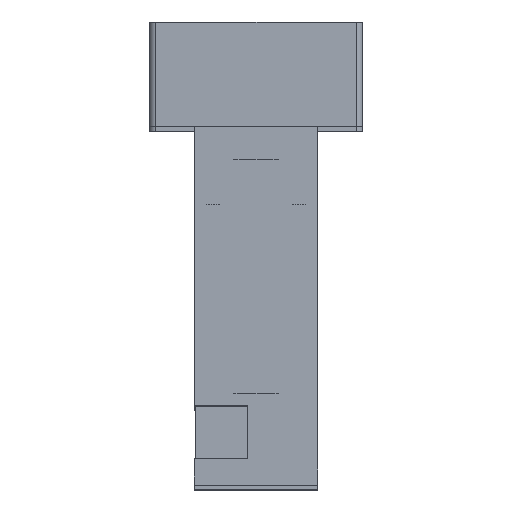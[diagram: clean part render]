
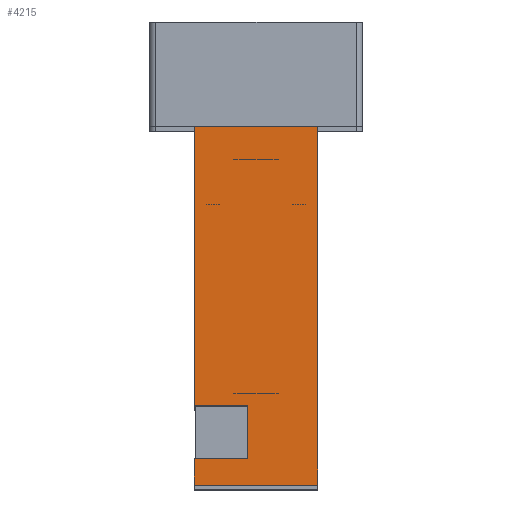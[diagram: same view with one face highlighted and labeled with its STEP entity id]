
A CAD part, top view. The second image highlights one B-rep face of the part: STEP entity #4215.
In plain terms, the highlighted face is planar.
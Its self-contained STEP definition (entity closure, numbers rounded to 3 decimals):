
#52 = VECTOR ( 'NONE', #1254, 1000. ) ;
#475 = LINE ( 'NONE', #476, #4541 ) ;
#476 = CARTESIAN_POINT ( 'NONE',  ( -9.5, 0., -9.5 ) ) ;
#477 = DIRECTION ( 'NONE',  ( 0., 0., 1. ) ) ;
#693 = CARTESIAN_POINT ( 'NONE',  ( -9.5, 51., 9.5 ) ) ;
#698 = CARTESIAN_POINT ( 'NONE',  ( -9.5, 0., 9.5 ) ) ;
#717 = CARTESIAN_POINT ( 'NONE',  ( -9.5, 55., 9.5 ) ) ;
#724 = CARTESIAN_POINT ( 'NONE',  ( -9.5, 55., -9.5 ) ) ;
#734 = CARTESIAN_POINT ( 'NONE',  ( -9.5, 42.8, 9.5 ) ) ;
#743 = CARTESIAN_POINT ( 'NONE',  ( -9.5, 51., 1.3 ) ) ;
#1252 = LINE ( 'NONE', #1253, #52 ) ;
#1253 = CARTESIAN_POINT ( 'NONE',  ( -9.5, 55., 9.5 ) ) ;
#1254 = DIRECTION ( 'NONE',  ( 0., -1., 0. ) ) ;
#1533 = LINE ( 'NONE', #1534, #5519 ) ;
#1534 = CARTESIAN_POINT ( 'NONE',  ( -9.5, 51., 1.3 ) ) ;
#1535 = DIRECTION ( 'NONE',  ( 0., -1., 0. ) ) ;
#1539 = LINE ( 'NONE', #1540, #5514 ) ;
#1540 = CARTESIAN_POINT ( 'NONE',  ( -9.5, 55., -9.5 ) ) ;
#1541 = DIRECTION ( 'NONE',  ( 0., 0., 1. ) ) ;
#1615 = LINE ( 'NONE', #1616, #5549 ) ;
#1616 = CARTESIAN_POINT ( 'NONE',  ( -9.5, 55., -9.5 ) ) ;
#1617 = DIRECTION ( 'NONE',  ( 0., -1., 0. ) ) ;
#1750 = LINE ( 'NONE', #1751, #3758 ) ;
#1751 = CARTESIAN_POINT ( 'NONE',  ( -9.5, 55., 9.5 ) ) ;
#1752 = DIRECTION ( 'NONE',  ( 0., -1., 0. ) ) ;
#2664 = CARTESIAN_POINT ( 'NONE',  ( -9.5, 42.8, 1.3 ) ) ;
#2725 = CARTESIAN_POINT ( 'NONE',  ( -9.5, 0., -9.5 ) ) ;
#3120 = LINE ( 'NONE', #3121, #5582 ) ;
#3121 = CARTESIAN_POINT ( 'NONE',  ( -9.5, 51., 9.5 ) ) ;
#3122 = DIRECTION ( 'NONE',  ( 0., 0., -1. ) ) ;
#3282 = PLANE ( 'NONE',  #5671 ) ;
#3283 = CARTESIAN_POINT ( 'NONE',  ( -9.5, 55., -9.5 ) ) ;
#3284 = DIRECTION ( 'NONE',  ( 1., 0., 0. ) ) ;
#3285 = DIRECTION ( 'NONE',  ( 0., 0., -1. ) ) ;
#3758 = VECTOR ( 'NONE', #1752, 1000. ) ;
#3952 = EDGE_CURVE ( 'NONE', #4727, #4750, #475, .T. ) ;
#4017 = EDGE_CURVE ( 'NONE', #4788, #4750, #1252, .T. ) ;
#4089 = EDGE_CURVE ( 'NONE', #4797, #4664, #1533, .T. ) ;
#4091 = EDGE_CURVE ( 'NONE', #4778, #4771, #1539, .T. ) ;
#4112 = EDGE_CURVE ( 'NONE', #4778, #4727, #1615, .T. ) ;
#4146 = EDGE_CURVE ( 'NONE', #4771, #4745, #1750, .T. ) ;
#4163 = EDGE_CURVE ( 'NONE', #4745, #4797, #3120, .T. ) ;
#4215 = ADVANCED_FACE ( 'NONE', ( #5676 ), #3282, .F. ) ;
#4288 = EDGE_CURVE ( 'NONE', #4664, #4788, #6331, .T. ) ;
#4541 = VECTOR ( 'NONE', #477, 1000. ) ;
#4664 = VERTEX_POINT ( 'NONE', #2664 ) ;
#4727 = VERTEX_POINT ( 'NONE', #2725 ) ;
#4745 = VERTEX_POINT ( 'NONE', #693 ) ;
#4750 = VERTEX_POINT ( 'NONE', #698 ) ;
#4771 = VERTEX_POINT ( 'NONE', #717 ) ;
#4778 = VERTEX_POINT ( 'NONE', #724 ) ;
#4788 = VERTEX_POINT ( 'NONE', #734 ) ;
#4797 = VERTEX_POINT ( 'NONE', #743 ) ;
#5180 = EDGE_LOOP ( 'NONE', ( #5256, #5323, #5287, #5318, #5267, #5320, #5291, #5247 ) ) ;
#5247 = ORIENTED_EDGE ( 'NONE', *, *, #3952, .T. ) ;
#5256 = ORIENTED_EDGE ( 'NONE', *, *, #4017, .F. ) ;
#5267 = ORIENTED_EDGE ( 'NONE', *, *, #4146, .F. ) ;
#5287 = ORIENTED_EDGE ( 'NONE', *, *, #4089, .F. ) ;
#5291 = ORIENTED_EDGE ( 'NONE', *, *, #4112, .T. ) ;
#5318 = ORIENTED_EDGE ( 'NONE', *, *, #4163, .F. ) ;
#5320 = ORIENTED_EDGE ( 'NONE', *, *, #4091, .F. ) ;
#5323 = ORIENTED_EDGE ( 'NONE', *, *, #4288, .F. ) ;
#5514 = VECTOR ( 'NONE', #1541, 1000. ) ;
#5519 = VECTOR ( 'NONE', #1535, 1000. ) ;
#5549 = VECTOR ( 'NONE', #1617, 1000. ) ;
#5582 = VECTOR ( 'NONE', #3122, 1000. ) ;
#5671 = AXIS2_PLACEMENT_3D ( 'NONE', #3283, #3284, #3285 ) ;
#5676 = FACE_OUTER_BOUND ( 'NONE', #5180, .T. ) ;
#5814 = VECTOR ( 'NONE', #6333, 1000. ) ;
#6331 = LINE ( 'NONE', #6332, #5814 ) ;
#6332 = CARTESIAN_POINT ( 'NONE',  ( -9.5, 42.8, 1.3 ) ) ;
#6333 = DIRECTION ( 'NONE',  ( 0., 0., 1. ) ) ;
